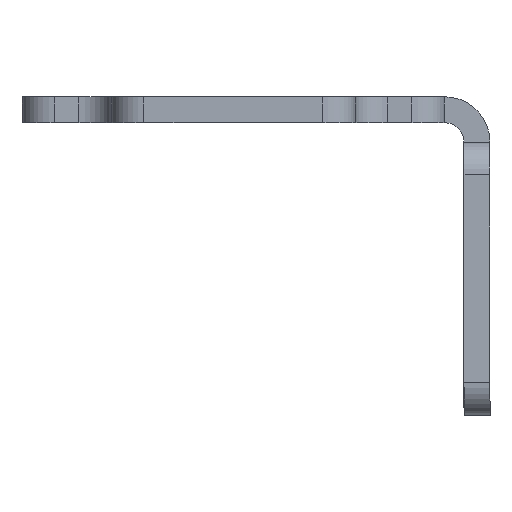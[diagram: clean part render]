
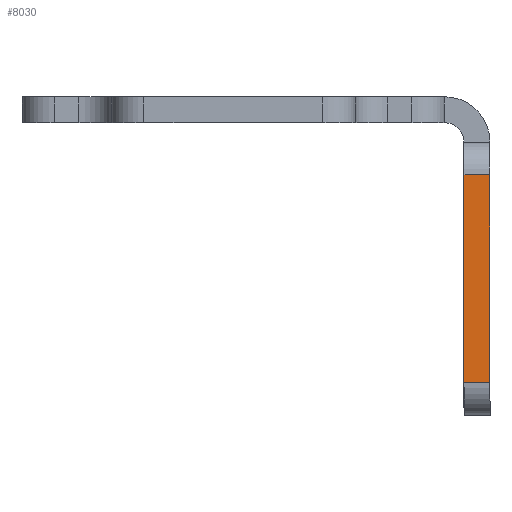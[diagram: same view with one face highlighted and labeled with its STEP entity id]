
A CAD part, left-side view. The second image highlights one B-rep face of the part: STEP entity #8030.
In plain terms, the highlighted planar face has unit normal (-1, 0, 0).
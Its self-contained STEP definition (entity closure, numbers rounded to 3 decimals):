
#398 = CARTESIAN_POINT ( 'NONE',  ( -14.75, -7.1, -1.6 ) ) ;
#707 = EDGE_CURVE ( 'NONE', #7654, #10224, #4888, .T. ) ;
#1129 = VERTEX_POINT ( 'NONE', #12138 ) ;
#1608 = CARTESIAN_POINT ( 'NONE',  ( -14.75, -7.9, -1.6 ) ) ;
#3027 = DIRECTION ( 'NONE',  ( 0., 0., 1. ) ) ;
#3381 = VECTOR ( 'NONE', #6574, 1000. ) ;
#3531 = DIRECTION ( 'NONE',  ( 0., -1., 0. ) ) ;
#3746 = VERTEX_POINT ( 'NONE', #398 ) ;
#3847 = ORIENTED_EDGE ( 'NONE', *, *, #5595, .T. ) ;
#4186 = CARTESIAN_POINT ( 'NONE',  ( -14.75, -7.9, 0. ) ) ;
#4532 = CARTESIAN_POINT ( 'NONE',  ( -14.75, -7.1, -8. ) ) ;
#4610 = DIRECTION ( 'NONE',  ( 0., 1., 0. ) ) ;
#4854 = ORIENTED_EDGE ( 'NONE', *, *, #8832, .T. ) ;
#4875 = CARTESIAN_POINT ( 'NONE',  ( -14.75, -7.9, 0. ) ) ;
#4888 = LINE ( 'NONE', #5460, #11856 ) ;
#5460 = CARTESIAN_POINT ( 'NONE',  ( -14.75, -7.9, -8. ) ) ;
#5595 = EDGE_CURVE ( 'NONE', #10224, #1129, #9941, .T. ) ;
#5765 = DIRECTION ( 'NONE',  ( 0., 0., 1. ) ) ;
#5811 = LINE ( 'NONE', #11475, #3381 ) ;
#5833 = LINE ( 'NONE', #1608, #7967 ) ;
#5938 = ORIENTED_EDGE ( 'NONE', *, *, #707, .T. ) ;
#6574 = DIRECTION ( 'NONE',  ( 0., 0., 1. ) ) ;
#7654 = VERTEX_POINT ( 'NONE', #4532 ) ;
#7967 = VECTOR ( 'NONE', #4610, 1000. ) ;
#7996 = PLANE ( 'NONE',  #10699 ) ;
#8030 = ADVANCED_FACE ( 'NONE', ( #11907 ), #7996, .T. ) ;
#8635 = CARTESIAN_POINT ( 'NONE',  ( -14.75, -7.9, -8. ) ) ;
#8832 = EDGE_CURVE ( 'NONE', #1129, #3746, #5833, .T. ) ;
#9285 = EDGE_LOOP ( 'NONE', ( #3847, #4854, #9745, #5938 ) ) ;
#9745 = ORIENTED_EDGE ( 'NONE', *, *, #10230, .F. ) ;
#9941 = LINE ( 'NONE', #4875, #10553 ) ;
#10224 = VERTEX_POINT ( 'NONE', #8635 ) ;
#10230 = EDGE_CURVE ( 'NONE', #7654, #3746, #5811, .T. ) ;
#10553 = VECTOR ( 'NONE', #5765, 1000. ) ;
#10699 = AXIS2_PLACEMENT_3D ( 'NONE', #4186, #11922, #3027 ) ;
#11475 = CARTESIAN_POINT ( 'NONE',  ( -14.75, -7.1, 0. ) ) ;
#11856 = VECTOR ( 'NONE', #3531, 1000. ) ;
#11907 = FACE_OUTER_BOUND ( 'NONE', #9285, .T. ) ;
#11922 = DIRECTION ( 'NONE',  ( -1., 0., 0. ) ) ;
#12138 = CARTESIAN_POINT ( 'NONE',  ( -14.75, -7.9, -1.6 ) ) ;
